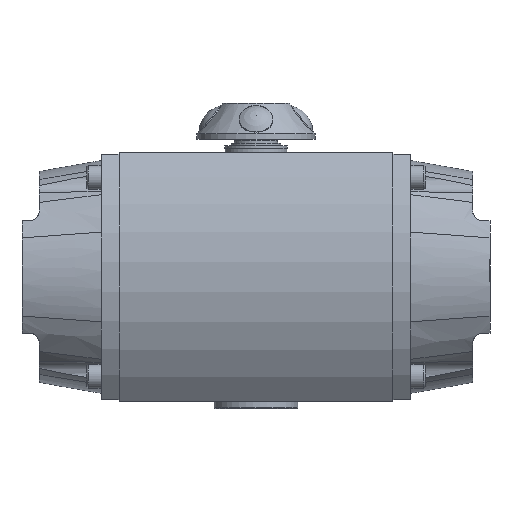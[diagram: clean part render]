
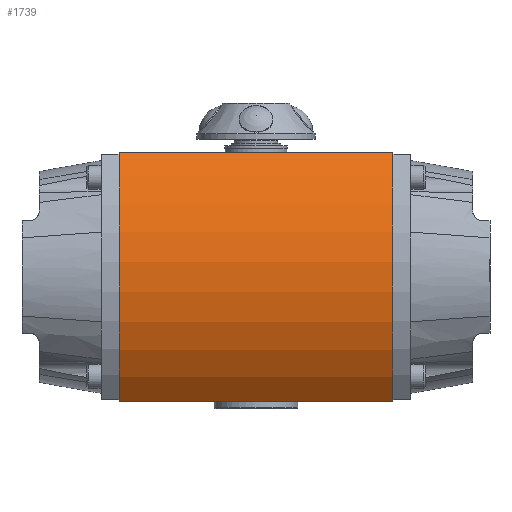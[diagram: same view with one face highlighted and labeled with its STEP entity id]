
A CAD part, left-side view. The second image highlights one B-rep face of the part: STEP entity #1739.
In plain terms, the highlighted cylindrical face has radius 80.017 mm (diameter 160.033 mm), a partial arc.
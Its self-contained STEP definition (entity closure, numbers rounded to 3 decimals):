
#644=CARTESIAN_POINT('',(-27.8,57.155,-52.));
#645=VERTEX_POINT('',#644);
#662=CARTESIAN_POINT('',(-27.8,-57.155,-52.));
#663=VERTEX_POINT('',#662);
#670=CARTESIAN_POINT('',(-27.8,-57.155,-52.));
#671=DIRECTION('',(0.0,1.0,0.0));
#672=VECTOR('',#671,114.31);
#673=LINE('',#670,#672);
#674=EDGE_CURVE('',#663,#645,#673,.T.);
#1643=CARTESIAN_POINT('',(-27.8,-57.155,52.));
#1644=VERTEX_POINT('',#1643);
#1651=CARTESIAN_POINT('',(33.017,-57.155,0.0));
#1652=DIRECTION('',(0.0,1.,0.0));
#1653=DIRECTION('',(-0.76,0.0,-0.65));
#1654=AXIS2_PLACEMENT_3D('',#1651,#1652,#1653);
#1655=CIRCLE('',#1654,80.017);
#1656=EDGE_CURVE('',#663,#1644,#1655,.T.);
#1683=CARTESIAN_POINT('',(-27.8,57.155,52.));
#1684=VERTEX_POINT('',#1683);
#1691=CARTESIAN_POINT('',(-27.8,-57.155,52.));
#1692=DIRECTION('',(0.0,1.0,0.0));
#1693=VECTOR('',#1692,114.31);
#1694=LINE('',#1691,#1693);
#1695=EDGE_CURVE('',#1644,#1684,#1694,.T.);
#1722=CARTESIAN_POINT('',(33.017,0.0,0.0));
#1723=DIRECTION('',(0.0,1.0,0.0));
#1724=DIRECTION('',(-0.76,0.0,-0.65));
#1725=AXIS2_PLACEMENT_3D('',#1722,#1723,#1724);
#1726=CYLINDRICAL_SURFACE('',#1725,80.017);
#1727=CARTESIAN_POINT('',(33.017,57.155,0.0));
#1728=DIRECTION('',(0.0,-1.,0.0));
#1729=DIRECTION('',(-0.76,0.0,-0.65));
#1730=AXIS2_PLACEMENT_3D('',#1727,#1728,#1729);
#1731=CIRCLE('',#1730,80.017);
#1732=EDGE_CURVE('',#1684,#645,#1731,.T.);
#1733=ORIENTED_EDGE('',*,*,#1732,.T.);
#1734=ORIENTED_EDGE('',*,*,#674,.F.);
#1735=ORIENTED_EDGE('',*,*,#1656,.T.);
#1736=ORIENTED_EDGE('',*,*,#1695,.T.);
#1737=EDGE_LOOP('',(#1733,#1734,#1735,#1736));
#1738=FACE_OUTER_BOUND('',#1737,.T.);
#1739=ADVANCED_FACE('',(#1738),#1726,.T.);
